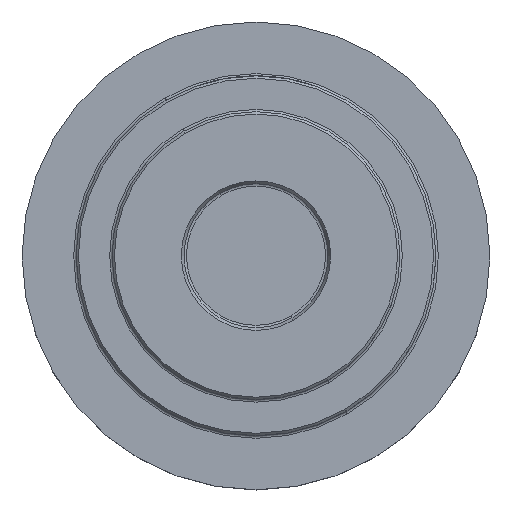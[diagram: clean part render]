
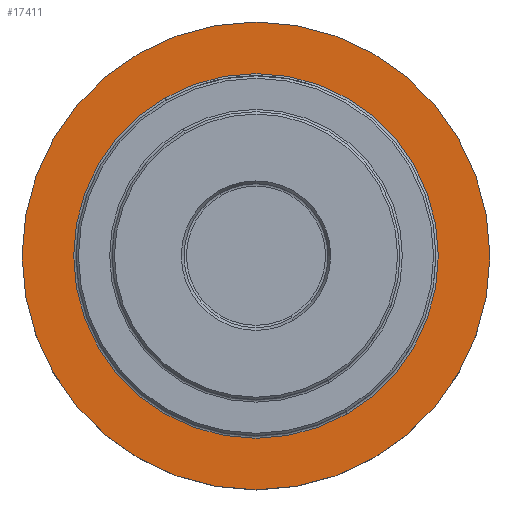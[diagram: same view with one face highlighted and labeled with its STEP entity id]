
A CAD part, top view. The second image highlights one B-rep face of the part: STEP entity #17411.
In plain terms, the highlighted planar face has unit normal (0, 0, 1).
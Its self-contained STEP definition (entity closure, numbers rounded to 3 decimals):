
#8046=CARTESIAN_POINT('',(0.,0.,19.05));
#8047=DIRECTION('',(0.,0.,1.));
#8048=DIRECTION('',(-0.5,0.866,0.));
#8049=AXIS2_PLACEMENT_3D('',#8046,#8047,#8048);
#8054=CARTESIAN_POINT('',(0.,0.,19.05));
#8055=DIRECTION('',(0.,0.,-1.));
#8056=DIRECTION('',(-0.5,0.866,0.));
#8057=AXIS2_PLACEMENT_3D('',#8054,#8055,#8056);
#8062=CARTESIAN_POINT('',(0.,0.,19.05));
#8063=DIRECTION('',(0.,0.,-1.));
#8064=DIRECTION('',(-0.5,0.866,0.));
#8065=AXIS2_PLACEMENT_3D('',#8062,#8063,#8064);
#8077=CARTESIAN_POINT('',(0.,0.,19.05));
#8078=DIRECTION('',(0.,0.,1.));
#8079=DIRECTION('',(-0.5,0.866,0.));
#8080=AXIS2_PLACEMENT_3D('',#8077,#8078,#8079);
#14309=CARTESIAN_POINT('',(-19.,32.909,19.05));
#14310=VERTEX_POINT('',#14309);
#14311=CARTESIAN_POINT('',(-24.375,42.219,19.05));
#14313=VERTEX_POINT('',#14311);
#14375=CARTESIAN_POINT('',(19.,-32.909,19.05));
#14376=VERTEX_POINT('',#14375);
#14377=CARTESIAN_POINT('',(24.375,-42.219,19.05));
#14379=VERTEX_POINT('',#14377);
#17396=CARTESIAN_POINT('',(0.,0.,19.05));
#17397=DIRECTION('',(0.,0.,-1.));
#17398=DIRECTION('',(-0.5,0.866,0.));
#17399=AXIS2_PLACEMENT_3D('',#17396,#17397,#17398);
#17400=PLANE('',#17399);
#17402=ORIENTED_EDGE('',*,*,#17401,.T.);
#17404=ORIENTED_EDGE('',*,*,#17403,.F.);
#17405=EDGE_LOOP('',(#17402,#17404));
#17406=FACE_OUTER_BOUND('',#17405,.F.);
#17407=ORIENTED_EDGE('',*,*,#17391,.T.);
#17408=ORIENTED_EDGE('',*,*,#17375,.F.);
#17409=EDGE_LOOP('',(#17407,#17408));
#17410=FACE_BOUND('',#17409,.F.);
#17411=ADVANCED_FACE('',(#17406,#17410),#17400,.F.);
#8050=CIRCLE('',#8049,38.);
#8058=CIRCLE('',#8057,38.);
#8066=CIRCLE('',#8065,48.75);
#8081=CIRCLE('',#8080,48.75);
#17375=EDGE_CURVE('',#14310,#14376,#8058,.T.);
#17391=EDGE_CURVE('',#14310,#14376,#8050,.T.);
#17401=EDGE_CURVE('',#14313,#14379,#8066,.T.);
#17403=EDGE_CURVE('',#14313,#14379,#8081,.T.);
